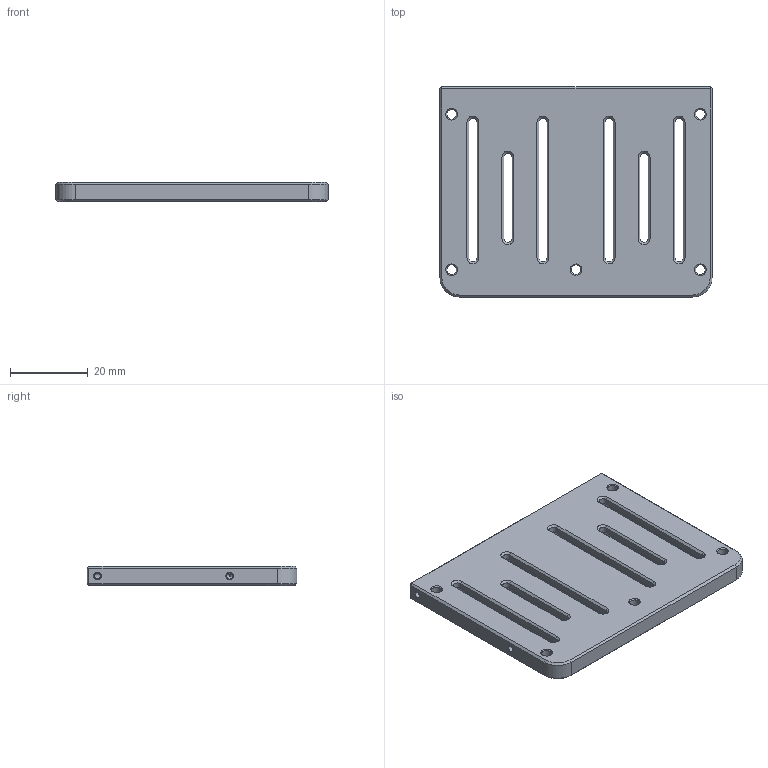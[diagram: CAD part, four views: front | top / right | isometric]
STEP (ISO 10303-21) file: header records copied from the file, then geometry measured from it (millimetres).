
FILE_DESCRIPTION(/* description */ (''),/* implementation_level */ '2;1');
FILE_NAME(/* name */ 'MECH-XS-5P-BASE-AR-N_01-STP.stp',/* time_stamp */ '2023-12-14T05:23:30+01:00',/* author */ (''),/* organization */ (''),/* preprocessor_version */ 'ST-DEVELOPER v18.102',/* originating_system */ 'SIEMENS PLM Software NX2206.8900',/* authorisation */ '');
FILE_SCHEMA (('AUTOMOTIVE_DESIGN { 1 0 10303 214 3 1 1 1 }'));
Length unit declared in the file: millimetre
Products named in the file (1): 001795_01_1-MECH-XS-5P-BASE-AR-N
Bounding box: 70 x 54 x 5 mm (x, y, z)
Volume: 15153.7 mm3; surface area: 10115.5 mm2
Topology: 1 solids, 1 shells, 190 faces, 478 edges, 284 vertices
Faces by surface type: plane 74, cone 68, cylinder 48
Full cylindrical faces by diameter (mm): 1.6 x7, 2.1 x5, 2.5 x5, 5.2 x3
Entity records: 5678 total; most frequent: CARTESIAN_POINT 963, DIRECTION 938, ORIENTED_EDGE 782, EDGE_CURVE 391, AXIS2_PLACEMENT_3D 364, EDGE_LOOP 270, VERTEX_POINT 261, LINE 210
